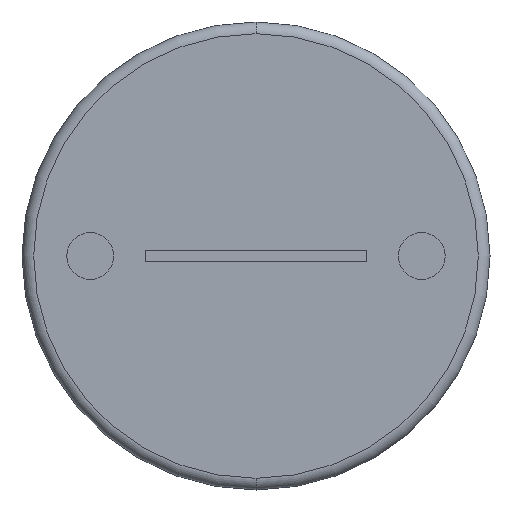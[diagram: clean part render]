
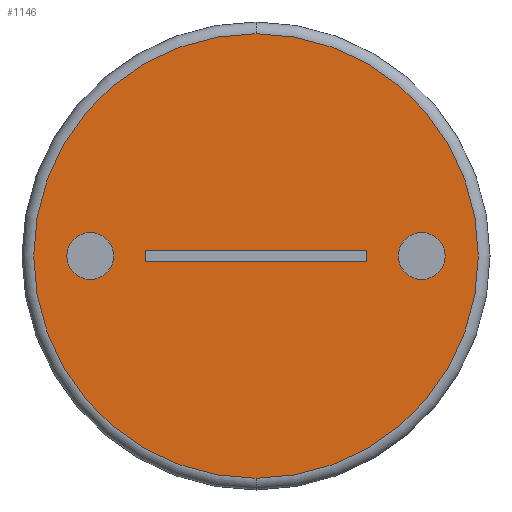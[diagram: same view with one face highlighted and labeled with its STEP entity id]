
A CAD part, front view. The second image highlights one B-rep face of the part: STEP entity #1146.
In plain terms, the highlighted planar face has unit normal (0, -1, 0).
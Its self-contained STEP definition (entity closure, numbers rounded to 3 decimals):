
#31 = AXIS2_PLACEMENT_3D ( 'NONE', #624, #2217, #852 ) ;
#48 = DIRECTION ( 'NONE',  ( 0., 0., -1. ) ) ;
#70 = ORIENTED_EDGE ( 'NONE', *, *, #1103, .F. ) ;
#107 = CIRCLE ( 'NONE', #691, 5.7 ) ;
#139 = DIRECTION ( 'NONE',  ( 0., 0., 1. ) ) ;
#186 = EDGE_LOOP ( 'NONE', ( #860, #2073 ) ) ;
#197 = DIRECTION ( 'NONE',  ( 0., 0., 1. ) ) ;
#214 = LINE ( 'NONE', #1219, #2566 ) ;
#216 = CARTESIAN_POINT ( 'NONE',  ( 0., 0., 0. ) ) ;
#221 = AXIS2_PLACEMENT_3D ( 'NONE', #2421, #1757, #139 ) ;
#222 = VERTEX_POINT ( 'NONE', #1003 ) ;
#224 = VERTEX_POINT ( 'NONE', #798 ) ;
#232 = CARTESIAN_POINT ( 'NONE',  ( 4.25, 0., 0.6 ) ) ;
#242 = CARTESIAN_POINT ( 'NONE',  ( -4.25, 0., 0.6 ) ) ;
#248 = DIRECTION ( 'NONE',  ( 0., 0., -1. ) ) ;
#285 = DIRECTION ( 'NONE',  ( 0., 0., -1. ) ) ;
#293 = PLANE ( 'NONE',  #695 ) ;
#298 = DIRECTION ( 'NONE',  ( 0., 0., 1. ) ) ;
#314 = ORIENTED_EDGE ( 'NONE', *, *, #325, .F. ) ;
#315 = CARTESIAN_POINT ( 'NONE',  ( 2.835, 0., -0.15 ) ) ;
#325 = EDGE_CURVE ( 'NONE', #839, #554, #780, .T. ) ;
#368 = EDGE_CURVE ( 'NONE', #222, #2450, #107, .T. ) ;
#491 = VERTEX_POINT ( 'NONE', #1618 ) ;
#506 = DIRECTION ( 'NONE',  ( 0., 1., 0. ) ) ;
#515 = EDGE_CURVE ( 'NONE', #781, #224, #941, .T. ) ;
#533 = CARTESIAN_POINT ( 'NONE',  ( 0., 0., 0. ) ) ;
#542 = CARTESIAN_POINT ( 'NONE',  ( 4.25, 0., -0.6 ) ) ;
#554 = VERTEX_POINT ( 'NONE', #242 ) ;
#624 = CARTESIAN_POINT ( 'NONE',  ( -4.25, 0., 0. ) ) ;
#629 = ORIENTED_EDGE ( 'NONE', *, *, #1637, .T. ) ;
#653 = DIRECTION ( 'NONE',  ( 0., -1., 0. ) ) ;
#691 = AXIS2_PLACEMENT_3D ( 'NONE', #2908, #2189, #2865 ) ;
#694 = VECTOR ( 'NONE', #1635, 1000. ) ;
#695 = AXIS2_PLACEMENT_3D ( 'NONE', #533, #1890, #298 ) ;
#780 = CIRCLE ( 'NONE', #221, 0.6 ) ;
#781 = VERTEX_POINT ( 'NONE', #2443 ) ;
#798 = CARTESIAN_POINT ( 'NONE',  ( -2.835, 0., 0.15 ) ) ;
#838 = VECTOR ( 'NONE', #285, 1000. ) ;
#839 = VERTEX_POINT ( 'NONE', #2958 ) ;
#848 = ORIENTED_EDGE ( 'NONE', *, *, #2080, .F. ) ;
#852 = DIRECTION ( 'NONE',  ( 0., 0., 1. ) ) ;
#860 = ORIENTED_EDGE ( 'NONE', *, *, #996, .T. ) ;
#869 = AXIS2_PLACEMENT_3D ( 'NONE', #216, #653, #197 ) ;
#925 = ORIENTED_EDGE ( 'NONE', *, *, #368, .T. ) ;
#941 = LINE ( 'NONE', #1179, #694 ) ;
#996 = EDGE_CURVE ( 'NONE', #2400, #1027, #2085, .T. ) ;
#1003 = CARTESIAN_POINT ( 'NONE',  ( 0., 0., 5.7 ) ) ;
#1027 = VERTEX_POINT ( 'NONE', #542 ) ;
#1045 = FACE_OUTER_BOUND ( 'NONE', #1613, .T. ) ;
#1083 = FACE_BOUND ( 'NONE', #2177, .T. ) ;
#1103 = EDGE_CURVE ( 'NONE', #224, #491, #1770, .T. ) ;
#1146 = ADVANCED_FACE ( 'NONE', ( #1083, #1515, #1045, #2426 ), #293, .F. ) ;
#1147 = EDGE_CURVE ( 'NONE', #491, #2546, #214, .T. ) ;
#1179 = CARTESIAN_POINT ( 'NONE',  ( 0., 0., 0.15 ) ) ;
#1219 = CARTESIAN_POINT ( 'NONE',  ( 0., 0., -0.15 ) ) ;
#1265 = EDGE_CURVE ( 'NONE', #1027, #2400, #2641, .T. ) ;
#1349 = CIRCLE ( 'NONE', #869, 5.7 ) ;
#1445 = DIRECTION ( 'NONE',  ( 1., 0., 0. ) ) ;
#1476 = DIRECTION ( 'NONE',  ( 0., 0., -1. ) ) ;
#1515 = FACE_BOUND ( 'NONE', #186, .T. ) ;
#1613 = EDGE_LOOP ( 'NONE', ( #925, #629 ) ) ;
#1618 = CARTESIAN_POINT ( 'NONE',  ( -2.835, 0., -0.15 ) ) ;
#1635 = DIRECTION ( 'NONE',  ( -1., 0., 0. ) ) ;
#1637 = EDGE_CURVE ( 'NONE', #2450, #222, #1349, .T. ) ;
#1721 = AXIS2_PLACEMENT_3D ( 'NONE', #2741, #506, #248 ) ;
#1757 = DIRECTION ( 'NONE',  ( 0., -1., 0. ) ) ;
#1770 = LINE ( 'NONE', #1879, #2758 ) ;
#1807 = CARTESIAN_POINT ( 'NONE',  ( 0., 0., -5.7 ) ) ;
#1879 = CARTESIAN_POINT ( 'NONE',  ( -2.835, 0., -0.15 ) ) ;
#1890 = DIRECTION ( 'NONE',  ( 0., 1., 0. ) ) ;
#1906 = LINE ( 'NONE', #315, #838 ) ;
#1923 = CARTESIAN_POINT ( 'NONE',  ( 2.835, 0., -0.15 ) ) ;
#1968 = DIRECTION ( 'NONE',  ( 0., 1., 0. ) ) ;
#2017 = ORIENTED_EDGE ( 'NONE', *, *, #1147, .F. ) ;
#2073 = ORIENTED_EDGE ( 'NONE', *, *, #1265, .T. ) ;
#2080 = EDGE_CURVE ( 'NONE', #554, #839, #2134, .T. ) ;
#2085 = CIRCLE ( 'NONE', #1721, 0.6 ) ;
#2134 = CIRCLE ( 'NONE', #31, 0.6 ) ;
#2168 = EDGE_LOOP ( 'NONE', ( #2763, #2017, #70, #2273 ) ) ;
#2177 = EDGE_LOOP ( 'NONE', ( #848, #314 ) ) ;
#2189 = DIRECTION ( 'NONE',  ( 0., -1., 0. ) ) ;
#2217 = DIRECTION ( 'NONE',  ( 0., -1., 0. ) ) ;
#2273 = ORIENTED_EDGE ( 'NONE', *, *, #515, .F. ) ;
#2400 = VERTEX_POINT ( 'NONE', #232 ) ;
#2421 = CARTESIAN_POINT ( 'NONE',  ( -4.25, 0., 0. ) ) ;
#2426 = FACE_BOUND ( 'NONE', #2168, .T. ) ;
#2443 = CARTESIAN_POINT ( 'NONE',  ( 2.835, 0., 0.15 ) ) ;
#2450 = VERTEX_POINT ( 'NONE', #1807 ) ;
#2503 = EDGE_CURVE ( 'NONE', #781, #2546, #1906, .T. ) ;
#2546 = VERTEX_POINT ( 'NONE', #1923 ) ;
#2566 = VECTOR ( 'NONE', #1445, 1000. ) ;
#2641 = CIRCLE ( 'NONE', #2926, 0.6 ) ;
#2741 = CARTESIAN_POINT ( 'NONE',  ( 4.25, 0., 0. ) ) ;
#2758 = VECTOR ( 'NONE', #48, 1000. ) ;
#2763 = ORIENTED_EDGE ( 'NONE', *, *, #2503, .T. ) ;
#2835 = CARTESIAN_POINT ( 'NONE',  ( 4.25, 0., 0. ) ) ;
#2865 = DIRECTION ( 'NONE',  ( 0., 0., 1. ) ) ;
#2908 = CARTESIAN_POINT ( 'NONE',  ( 0., 0., 0. ) ) ;
#2926 = AXIS2_PLACEMENT_3D ( 'NONE', #2835, #1968, #1476 ) ;
#2958 = CARTESIAN_POINT ( 'NONE',  ( -4.25, 0., -0.6 ) ) ;
